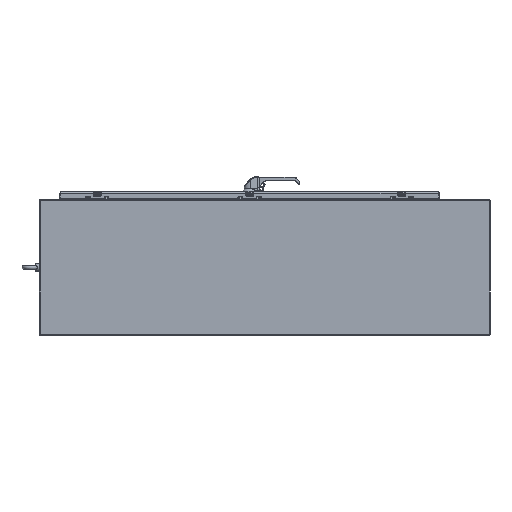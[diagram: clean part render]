
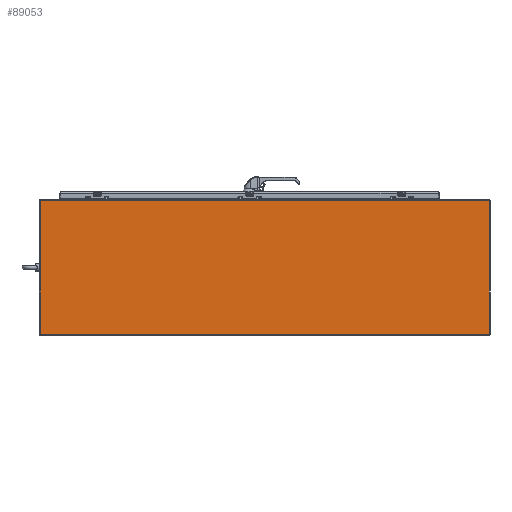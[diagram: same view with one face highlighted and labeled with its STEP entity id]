
A CAD part, left-side view. The second image highlights one B-rep face of the part: STEP entity #89053.
In plain terms, the highlighted planar face has unit normal (-1, 0, 0).
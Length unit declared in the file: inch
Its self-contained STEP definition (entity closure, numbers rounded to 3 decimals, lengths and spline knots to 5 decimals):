
#1711 = VECTOR ( 'NONE', #165271, 39.37008 ) ;
#6327 = VERTEX_POINT ( 'NONE', #14813 ) ;
#14813 = CARTESIAN_POINT ( 'NONE',  ( -23.948, 59.69289, -17.88189 ) ) ;
#17813 = ORIENTED_EDGE ( 'NONE', *, *, #107415, .F. ) ;
#22078 = CARTESIAN_POINT ( 'NONE',  ( -23.948, -0.189, 0. ) ) ;
#23266 = DIRECTION ( 'NONE',  ( 0., 0., 1. ) ) ;
#23573 = EDGE_CURVE ( 'NONE', #42424, #32931, #89029, .T. ) ;
#32931 = VERTEX_POINT ( 'NONE', #144223 ) ;
#34571 = CARTESIAN_POINT ( 'NONE',  ( -23.948, -0.07089, -0.11811 ) ) ;
#42424 = VERTEX_POINT ( 'NONE', #34571 ) ;
#57387 = EDGE_CURVE ( 'NONE', #32931, #6327, #105596, .T. ) ;
#65838 = LINE ( 'NONE', #186198, #109479 ) ;
#66450 = EDGE_CURVE ( 'NONE', #6327, #141765, #155568, .T. ) ;
#67855 = DIRECTION ( 'NONE',  ( 1., 0., 0. ) ) ;
#80055 = CARTESIAN_POINT ( 'NONE',  ( -23.948, 59.69289, 0. ) ) ;
#89029 = LINE ( 'NONE', #149661, #104782 ) ;
#89053 = ADVANCED_FACE ( 'NONE', ( #157336 ), #190151, .F. ) ;
#99655 = DIRECTION ( 'NONE',  ( 0., 0., -1. ) ) ;
#102672 = CARTESIAN_POINT ( 'NONE',  ( -23.948, -0.189, -17.88189 ) ) ;
#104782 = VECTOR ( 'NONE', #147692, 39.37008 ) ;
#105596 = LINE ( 'NONE', #102672, #1711 ) ;
#107415 = EDGE_CURVE ( 'NONE', #141765, #42424, #65838, .T. ) ;
#109479 = VECTOR ( 'NONE', #142408, 39.37008 ) ;
#114313 = EDGE_LOOP ( 'NONE', ( #178809, #17813, #141249, #153730 ) ) ;
#138363 = CARTESIAN_POINT ( 'NONE',  ( -23.948, 59.69289, -0.11811 ) ) ;
#141249 = ORIENTED_EDGE ( 'NONE', *, *, #66450, .F. ) ;
#141765 = VERTEX_POINT ( 'NONE', #138363 ) ;
#142408 = DIRECTION ( 'NONE',  ( 0., -1., 0. ) ) ;
#144223 = CARTESIAN_POINT ( 'NONE',  ( -23.948, -0.07089, -17.88189 ) ) ;
#147692 = DIRECTION ( 'NONE',  ( 0., 0., -1. ) ) ;
#149196 = VECTOR ( 'NONE', #23266, 39.37008 ) ;
#149661 = CARTESIAN_POINT ( 'NONE',  ( -23.948, -0.07089, 0. ) ) ;
#153730 = ORIENTED_EDGE ( 'NONE', *, *, #57387, .F. ) ;
#155568 = LINE ( 'NONE', #80055, #149196 ) ;
#157336 = FACE_OUTER_BOUND ( 'NONE', #114313, .T. ) ;
#165271 = DIRECTION ( 'NONE',  ( 0., 1., 0. ) ) ;
#171963 = AXIS2_PLACEMENT_3D ( 'NONE', #22078, #67855, #99655 ) ;
#178809 = ORIENTED_EDGE ( 'NONE', *, *, #23573, .F. ) ;
#186198 = CARTESIAN_POINT ( 'NONE',  ( -23.948, -0.189, -0.11811 ) ) ;
#190151 = PLANE ( 'NONE',  #171963 ) ;
